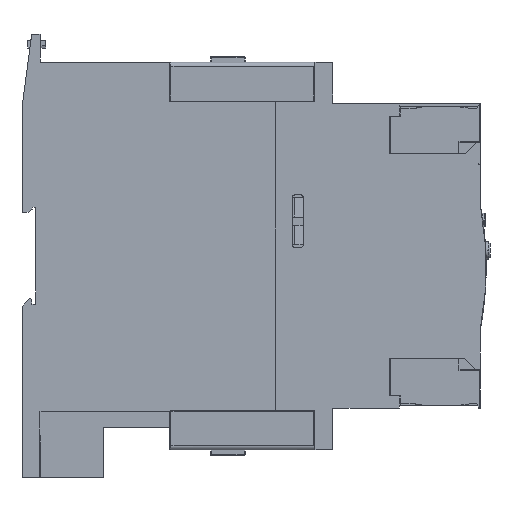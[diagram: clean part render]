
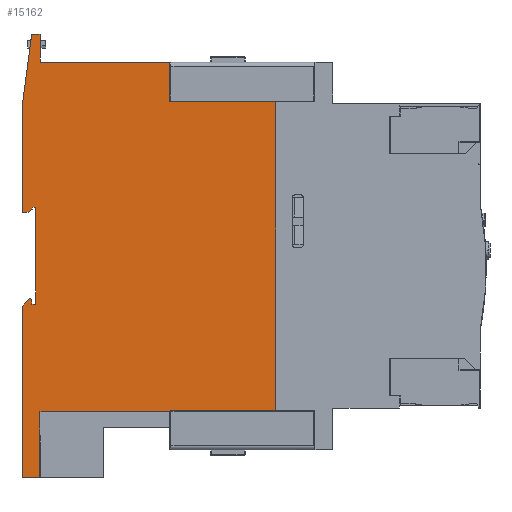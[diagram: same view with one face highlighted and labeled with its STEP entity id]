
A CAD part, left-side view. The second image highlights one B-rep face of the part: STEP entity #15162.
In plain terms, the highlighted planar face has unit normal (-1, 0, 0).
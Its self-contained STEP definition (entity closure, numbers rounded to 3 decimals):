
#8906=VERTEX_POINT('',#25816);
#9474=VERTEX_POINT('',#26425);
#9684=EDGE_CURVE('',#16566,#16486,#26672,.T.);
#10560=EDGE_CURVE('',#23134,#23500,#27629,.T.);
#10618=VERTEX_POINT('',#27697);
#10966=EDGE_CURVE('',#20248,#14854,#28095,.T.);
#11418=EDGE_CURVE('',#20428,#16038,#28595,.T.);
#11640=EDGE_CURVE('',#24716,#20428,#28836,.T.);
#11792=EDGE_CURVE('',#25178,#23412,#29004,.T.);
#12234=EDGE_CURVE('',#14984,#24716,#29490,.T.);
#12320=EDGE_CURVE('',#17218,#10618,#29588,.T.);
#14854=VERTEX_POINT('',#32380);
#14874=VERTEX_POINT('',#32401);
#14984=VERTEX_POINT('',#32519);
#15162=ADVANCED_FACE('',(#32714),#32715,.T.);
#15230=EDGE_CURVE('',#23500,#8906,#32793,.T.);
#16038=VERTEX_POINT('',#33668);
#16252=VERTEX_POINT('',#33920);
#16474=EDGE_CURVE('',#21648,#24144,#34157,.T.);
#16478=EDGE_CURVE('',#16486,#20732,#34162,.T.);
#16486=VERTEX_POINT('',#34170);
#16566=VERTEX_POINT('',#34261);
#17218=VERTEX_POINT('',#34977);
#17562=EDGE_CURVE('',#24144,#25178,#35350,.T.);
#17878=EDGE_CURVE('',#24958,#23134,#35704,.T.);
#18702=EDGE_CURVE('',#16252,#20248,#36607,.T.);
#19556=EDGE_CURVE('',#9474,#14984,#37548,.T.);
#19924=EDGE_CURVE('',#14874,#16566,#37948,.T.);
#20248=VERTEX_POINT('',#38303);
#20428=VERTEX_POINT('',#38496);
#20732=VERTEX_POINT('',#38819);
#21640=EDGE_CURVE('',#23412,#17218,#39830,.T.);
#21648=VERTEX_POINT('',#39839);
#22686=EDGE_CURVE('',#23630,#24958,#40998,.T.);
#23094=EDGE_CURVE('',#10618,#14874,#41441,.T.);
#23134=VERTEX_POINT('',#41484);
#23412=VERTEX_POINT('',#41785);
#23500=VERTEX_POINT('',#41881);
#23630=VERTEX_POINT('',#42019);
#23650=EDGE_CURVE('',#20732,#16252,#42040,.T.);
#23680=EDGE_CURVE('',#16038,#23630,#42070,.T.);
#24014=EDGE_CURVE('',#14854,#9474,#42440,.T.);
#24144=VERTEX_POINT('',#42584);
#24716=VERTEX_POINT('',#43213);
#24958=VERTEX_POINT('',#43496);
#25178=VERTEX_POINT('',#43734);
#25312=EDGE_CURVE('',#8906,#21648,#43880,.T.);
#25816=CARTESIAN_POINT('',(-27.5,-91.7,55.55));
#26425=CARTESIAN_POINT('',(-27.5,-3.65,16.75));
#26672=LINE('',#46031,#46032);
#27629=LINE('',#47532,#47533);
#27697=CARTESIAN_POINT('',(-27.5,0.,-80.15));
#28095=LINE('',#48178,#48179);
#28595=LINE('',#48978,#48979);
#28836=LINE('',#49327,#49328);
#29004=LINE('',#49567,#49568);
#29490=LINE('',#50304,#50305);
#29588=LINE('',#50430,#50431);
#32380=CARTESIAN_POINT('',(-27.5,-3.9,17.45));
#32401=CARTESIAN_POINT('',(-27.5,0.,-18.65));
#32519=CARTESIAN_POINT('',(-27.5,-1.8,15.45));
#32714=FACE_OUTER_BOUND('',#55238,.T.);
#32715=PLANE('',#55239);
#32793=LINE('',#55347,#55348);
#33668=CARTESIAN_POINT('',(-27.5,-3.5,79.85));
#33920=CARTESIAN_POINT('',(-27.5,-4.95,-17.55));
#34157=LINE('',#57526,#57527);
#34162=LINE('',#57533,#57534);
#34170=CARTESIAN_POINT('',(-27.5,-3.2,-15.55));
#34261=CARTESIAN_POINT('',(-27.5,-2.6,-15.55));
#34977=CARTESIAN_POINT('',(-27.5,-6.5,-80.15));
#35350=LINE('',#59319,#59320);
#35704=LINE('',#59863,#59864);
#36607=LINE('',#61193,#61194);
#37548=LINE('',#62510,#62511);
#37948=LINE('',#63285,#63286);
#38303=CARTESIAN_POINT('',(-27.5,-4.95,17.45));
#38496=CARTESIAN_POINT('',(-27.5,0.0,53.45));
#38819=CARTESIAN_POINT('',(-27.5,-3.55,-17.55));
#39830=LINE('',#65966,#65967);
#39839=CARTESIAN_POINT('',(-27.5,-91.7,-55.95));
#40998=LINE('',#67695,#67696);
#41441=LINE('',#68366,#68367);
#41484=CARTESIAN_POINT('',(-27.5,-53.4,69.85));
#41785=CARTESIAN_POINT('',(-27.5,-6.5,-56.45));
#41881=CARTESIAN_POINT('',(-27.5,-53.4,55.55));
#42019=CARTESIAN_POINT('',(-27.5,-6.5,79.85));
#42040=LINE('',#69308,#69309);
#42070=LINE('',#69350,#69351);
#42440=LINE('',#69923,#69924);
#42584=CARTESIAN_POINT('',(-27.5,-53.8,-55.95));
#43213=CARTESIAN_POINT('',(-27.5,0.0,15.45));
#43496=CARTESIAN_POINT('',(-27.5,-6.5,69.85));
#43734=CARTESIAN_POINT('',(-27.5,-53.8,-56.45));
#43880=LINE('',#72121,#72122);
#46031=CARTESIAN_POINT('',(-27.5,-2.6,-15.55));
#46032=VECTOR('',#73559,1.0);
#47532=CARTESIAN_POINT('',(-27.5,-53.4,69.85));
#47533=VECTOR('',#74551,1.0);
#48178=CARTESIAN_POINT('',(-27.5,-4.95,17.45));
#48179=VECTOR('',#75157,1.0);
#48978=CARTESIAN_POINT('',(-27.5,0.0,53.45));
#48979=VECTOR('',#75723,1.0);
#49327=CARTESIAN_POINT('',(-27.5,0.0,15.45));
#49328=VECTOR('',#75973,1.0);
#49567=CARTESIAN_POINT('',(-27.5,-53.8,-56.45));
#49568=VECTOR('',#76147,1.0);
#50304=CARTESIAN_POINT('',(-27.5,-1.8,15.45));
#50305=VECTOR('',#76656,1.0);
#50430=CARTESIAN_POINT('',(-27.5,-6.5,-80.15));
#50431=VECTOR('',#76784,1.0);
#55238=EDGE_LOOP('',(#80256,#80257,#80258,#80259,#80260,#80261,#80262,#80263,#80264,#80265,#80266,#80267,#80268,#80269,#80270,#80271,#80272,#80273,#80274,#80275,#80276,#80277,#80278));
#55239=AXIS2_PLACEMENT_3D('',#80279,#80280,#80281);
#55347=CARTESIAN_POINT('',(-27.5,-53.4,55.55));
#55348=VECTOR('',#80366,1.0);
#57526=CARTESIAN_POINT('',(-27.5,-91.7,-55.95));
#57527=VECTOR('',#81767,1.0);
#57533=CARTESIAN_POINT('',(-27.5,-3.2,-15.55));
#57534=VECTOR('',#81776,1.0);
#59319=CARTESIAN_POINT('',(-27.5,-53.8,-55.95));
#59320=VECTOR('',#83027,1.0);
#59863=CARTESIAN_POINT('',(-27.5,-6.5,69.85));
#59864=VECTOR('',#83486,1.0);
#61193=CARTESIAN_POINT('',(-27.5,-4.95,-17.55));
#61194=VECTOR('',#84448,1.0);
#62510=CARTESIAN_POINT('',(-27.5,-3.65,16.75));
#62511=VECTOR('',#85554,1.0);
#63285=CARTESIAN_POINT('',(-27.5,0.,-18.65));
#63286=VECTOR('',#85956,1.0);
#65966=CARTESIAN_POINT('',(-27.5,-6.5,-56.45));
#65967=VECTOR('',#87992,1.0);
#67695=CARTESIAN_POINT('',(-27.5,-6.5,79.85));
#67696=VECTOR('',#89384,1.0);
#68366=CARTESIAN_POINT('',(-27.5,0.,-80.15));
#68367=VECTOR('',#89831,1.0);
#69308=CARTESIAN_POINT('',(-27.5,-3.55,-17.55));
#69309=VECTOR('',#90395,1.0);
#69350=CARTESIAN_POINT('',(-27.5,-3.5,79.85));
#69351=VECTOR('',#90401,1.0);
#69923=CARTESIAN_POINT('',(-27.5,-3.9,17.45));
#69924=VECTOR('',#90836,1.0);
#72121=CARTESIAN_POINT('',(-27.5,-91.7,55.55));
#72122=VECTOR('',#92478,1.0);
#73559=DIRECTION('',(0.0,-1.0,0.0));
#74551=DIRECTION('',(0.0,0.0,-1.0));
#75157=DIRECTION('',(0.0,1.0,0.0));
#75723=DIRECTION('',(0.0,-0.131,0.991));
#75973=DIRECTION('',(0.0,0.0,1.0));
#76147=DIRECTION('',(0.0,1.0,0.0));
#76656=DIRECTION('',(0.0,1.0,0.0));
#76784=DIRECTION('',(0.0,1.0,0.0));
#80256=ORIENTED_EDGE('',*,*,#11418,.F.);
#80257=ORIENTED_EDGE('',*,*,#11640,.F.);
#80258=ORIENTED_EDGE('',*,*,#12234,.F.);
#80259=ORIENTED_EDGE('',*,*,#19556,.F.);
#80260=ORIENTED_EDGE('',*,*,#24014,.F.);
#80261=ORIENTED_EDGE('',*,*,#10966,.F.);
#80262=ORIENTED_EDGE('',*,*,#18702,.F.);
#80263=ORIENTED_EDGE('',*,*,#23650,.F.);
#80264=ORIENTED_EDGE('',*,*,#16478,.F.);
#80265=ORIENTED_EDGE('',*,*,#9684,.F.);
#80266=ORIENTED_EDGE('',*,*,#19924,.F.);
#80267=ORIENTED_EDGE('',*,*,#23094,.F.);
#80268=ORIENTED_EDGE('',*,*,#12320,.F.);
#80269=ORIENTED_EDGE('',*,*,#21640,.F.);
#80270=ORIENTED_EDGE('',*,*,#11792,.F.);
#80271=ORIENTED_EDGE('',*,*,#17562,.F.);
#80272=ORIENTED_EDGE('',*,*,#16474,.F.);
#80273=ORIENTED_EDGE('',*,*,#25312,.F.);
#80274=ORIENTED_EDGE('',*,*,#15230,.F.);
#80275=ORIENTED_EDGE('',*,*,#10560,.F.);
#80276=ORIENTED_EDGE('',*,*,#17878,.F.);
#80277=ORIENTED_EDGE('',*,*,#22686,.F.);
#80278=ORIENTED_EDGE('',*,*,#23680,.F.);
#80279=CARTESIAN_POINT('',(-27.5,-38.628,0.603));
#80280=DIRECTION('',(-1.0,0.0,0.0));
#80281=DIRECTION('',(0.0,-1.0,0.0));
#80366=DIRECTION('',(0.0,-1.0,0.0));
#81767=DIRECTION('',(0.0,1.0,0.0));
#81776=DIRECTION('',(0.0,-0.172,-0.985));
#83027=DIRECTION('',(0.0,0.0,-1.0));
#83486=DIRECTION('',(0.0,-1.0,0.0));
#84448=DIRECTION('',(0.0,0.0,1.0));
#85554=DIRECTION('',(0.0,0.818,-0.575));
#85956=DIRECTION('',(0.0,-0.643,0.766));
#87992=DIRECTION('',(0.0,0.0,-1.0));
#89384=DIRECTION('',(0.0,0.0,-1.0));
#89831=DIRECTION('',(0.0,0.0,1.0));
#90395=DIRECTION('',(0.0,-1.0,0.0));
#90401=DIRECTION('',(0.0,-1.0,0.0));
#90836=DIRECTION('',(0.0,0.336,-0.942));
#92478=DIRECTION('',(0.0,0.0,-1.0));
